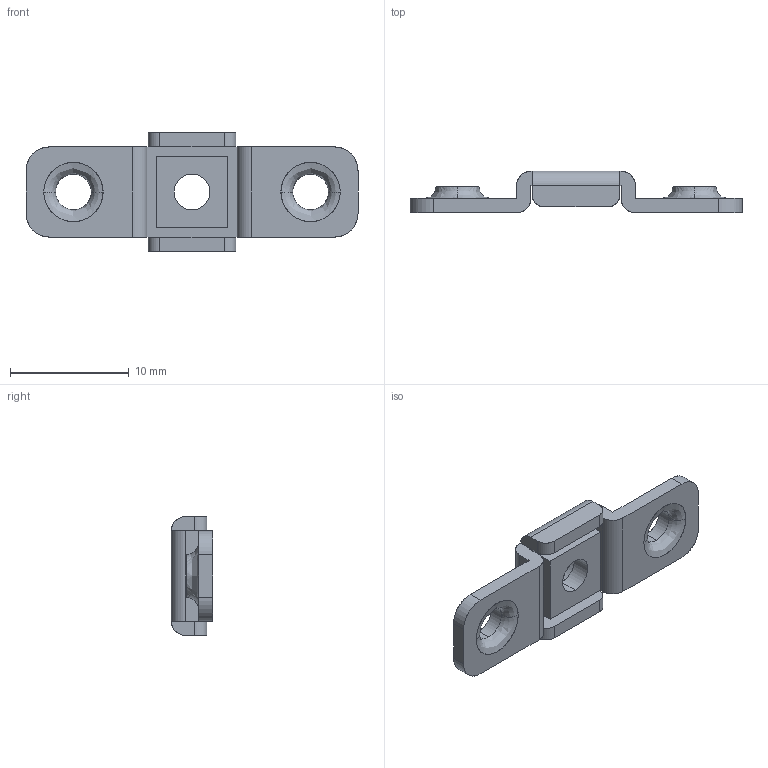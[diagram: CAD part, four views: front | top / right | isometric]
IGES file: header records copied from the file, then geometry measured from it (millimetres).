
Start section: SolidWorks IGES file using analytic representation for surfaces
Global section: file name: C-176-A-M3.IGS,15; native system: HSolidWorks 2012; preprocessor: SolidWorks 2012; author: 1337yo; date: 130828.165805; units: millimetre
Bounding box: 28 x 3.5 x 10 mm (x, y, z)
Surface area: 769.7 mm2 (no closed solid volume)
Topology: 0 solids, 0 shells, 64 faces, 888 edges, 888 vertices
Faces by surface type: bspline 42, revolution 22
